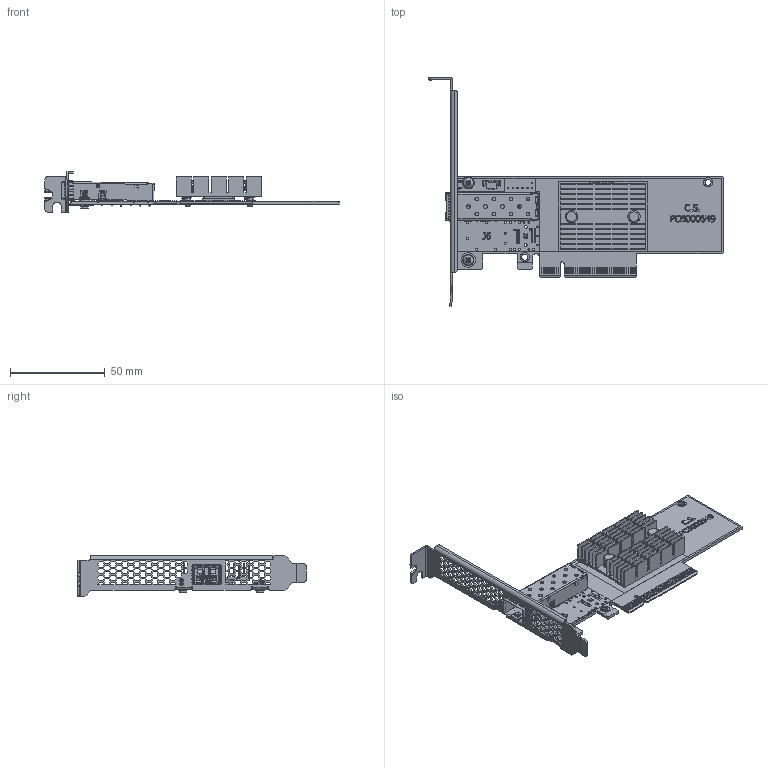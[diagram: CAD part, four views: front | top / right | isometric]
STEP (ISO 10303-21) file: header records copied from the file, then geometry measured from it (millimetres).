
FILE_DESCRIPTION(/* description */ ('HAWK-3G-2 CX3 TALL BRACKET ASSY INST. '),/* implementation_level */ '2;1');
FILE_NAME(/* name */ 'MCX311A-XCCT_AA00.stp',/* time_stamp */ '2017-10-19T10:26:07+03:00',/* author */ ('yossin'),/* organization */ (''),/* preprocessor_version */ 'ST-DEVELOPER v16.5',/* originating_system */ 'Autodesk Inventor 2017',/* authorisation */ '');
FILE_SCHEMA (('AUTOMOTIVE_DESIGN { 1 0 10303 214 3 1 1 }'));
Products named in the file (16): SFG000735-DRW2; SFG000735-DRW1 ; SFG000735; PCB000549; ACC000083; CON000114; LED000015; MLX000012; 102990162; HSK000014; MEC005242; MEC005242_1; MEC005242_Conical_Sping; MEC005242_Closed_state; SCR000104; MEC007160_00_(MCX311A-XCCT)
Assembly tree (17 placements, depth 4):
  SFG000735-DRW2
    SFG000735-DRW1 
      SFG000735
        PCB000549
        ACC000083
        CON000114
        LED000015
        MLX000012
        102990162
      HSK000014
      MEC005242
        MEC005242_1
        MEC005242_Conical_Sping
        MEC005242_Closed_state
    MEC005242
      MEC005242_1
      MEC005242_Conical_Sping
      MEC005242_Closed_state
    SCR000104  x2
    MEC007160_00_(MCX311A-XCCT)
Bounding box: 155.66 x 121.05 x 21.59 mm (x, y, z)
Volume: 19536.3 mm3; surface area: 39799.7 mm2
Topology: 116 solids, 116 shells, 4546 faces, 12177 edges, 8035 vertices
Faces by surface type: plane 3377, cylinder 663, bspline 419, cone 39, torus 38, sphere 10
Full cylindrical faces by diameter (mm): 0.5 x4, 0.85 x9, 0.95 x18, 1.05 x20, 1.4 x1, 1.55 x4, 2 x24, 2.27 x2, 2.8 x2, 2.845 x2, 2.95 x2, 3.175 x4, 3.2 x2, 4 x4, 4.9 x2, 5.563 x2, 6.2 x2, 7.62 x2, 10 x2
Entity records: 143201 total; most frequent: CARTESIAN_POINT 31613, ORIENTED_EDGE 23452, DIRECTION 20332, EDGE_CURVE 11726, LINE 9440, VECTOR 9440, VERTEX_POINT 7819, AXIS2_PLACEMENT_3D 5446
